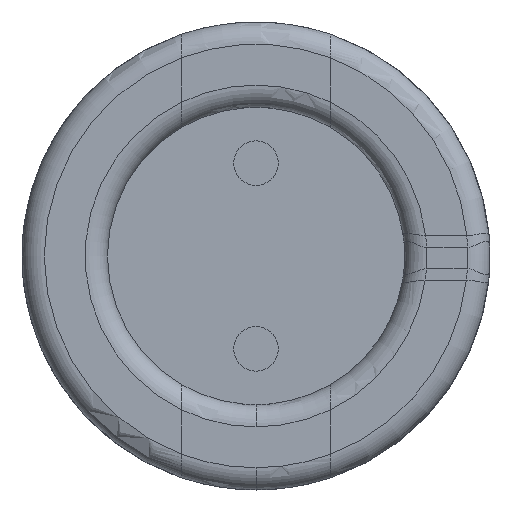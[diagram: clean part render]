
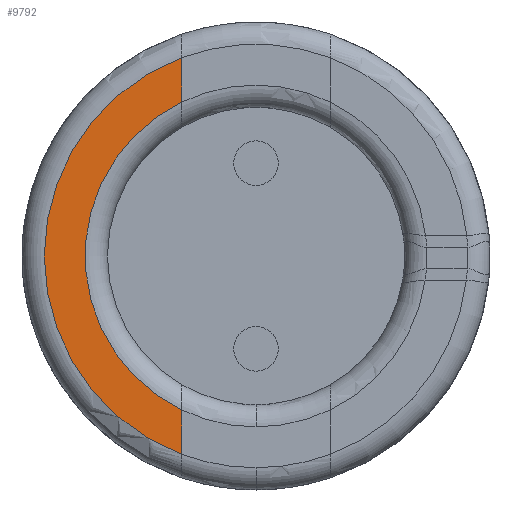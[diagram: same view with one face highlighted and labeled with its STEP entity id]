
A CAD part, left-side view. The second image highlights one B-rep face of the part: STEP entity #9792.
In plain terms, the highlighted planar face has unit normal (-1, 0, 0).
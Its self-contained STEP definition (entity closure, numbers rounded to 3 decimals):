
#373 = LINE ( 'NONE', #7123, #3758 ) ;
#436 = CARTESIAN_POINT ( 'NONE',  ( 0., 1., 2.669 ) ) ;
#545 = ORIENTED_EDGE ( 'NONE', *, *, #7470, .T. ) ;
#951 = CARTESIAN_POINT ( 'NONE',  ( 0., 1., 0. ) ) ;
#1119 = VERTEX_POINT ( 'NONE', #4201 ) ;
#1671 = CARTESIAN_POINT ( 'NONE',  ( 0., 0., 0. ) ) ;
#1676 = DIRECTION ( 'NONE',  ( 1., 0., 0. ) ) ;
#1699 = CIRCLE ( 'NONE', #8761, 2.85 ) ;
#1730 = DIRECTION ( 'NONE',  ( 1., 0., 0. ) ) ;
#1739 = CARTESIAN_POINT ( 'NONE',  ( 0., 1., 2.071 ) ) ;
#2082 = ORIENTED_EDGE ( 'NONE', *, *, #7165, .F. ) ;
#3493 = CARTESIAN_POINT ( 'NONE',  ( 0., 0., 0. ) ) ;
#3661 = LINE ( 'NONE', #951, #4128 ) ;
#3758 = VECTOR ( 'NONE', #6359, 1000. ) ;
#3928 = ORIENTED_EDGE ( 'NONE', *, *, #7864, .F. ) ;
#4128 = VECTOR ( 'NONE', #11576, 1000. ) ;
#4201 = CARTESIAN_POINT ( 'NONE',  ( 0., 1., -2.669 ) ) ;
#4707 = VERTEX_POINT ( 'NONE', #11567 ) ;
#4915 = DIRECTION ( 'NONE',  ( 0., 0., -1. ) ) ;
#5280 = EDGE_CURVE ( 'NONE', #7122, #1119, #1699, .T. ) ;
#5725 = CIRCLE ( 'NONE', #9402, 2.3 ) ;
#6359 = DIRECTION ( 'NONE',  ( 0., 0., -1. ) ) ;
#6619 = ORIENTED_EDGE ( 'NONE', *, *, #5280, .T. ) ;
#7122 = VERTEX_POINT ( 'NONE', #436 ) ;
#7123 = CARTESIAN_POINT ( 'NONE',  ( 0., 1., 0. ) ) ;
#7165 = EDGE_CURVE ( 'NONE', #7122, #8713, #373, .T. ) ;
#7470 = EDGE_CURVE ( 'NONE', #4707, #8713, #5725, .T. ) ;
#7600 = AXIS2_PLACEMENT_3D ( 'NONE', #1671, #1730, #9444 ) ;
#7864 = EDGE_CURVE ( 'NONE', #4707, #1119, #3661, .T. ) ;
#7913 = CARTESIAN_POINT ( 'NONE',  ( 0., 0., 0. ) ) ;
#8713 = VERTEX_POINT ( 'NONE', #1739 ) ;
#8761 = AXIS2_PLACEMENT_3D ( 'NONE', #7913, #9945, #4915 ) ;
#9258 = EDGE_LOOP ( 'NONE', ( #2082, #6619, #3928, #545 ) ) ;
#9402 = AXIS2_PLACEMENT_3D ( 'NONE', #3493, #1676, #10396 ) ;
#9444 = DIRECTION ( 'NONE',  ( 0., 0., -1. ) ) ;
#9792 = ADVANCED_FACE ( 'NONE', ( #10335 ), #10390, .F. ) ;
#9945 = DIRECTION ( 'NONE',  ( -1., 0., 0. ) ) ;
#10335 = FACE_OUTER_BOUND ( 'NONE', #9258, .T. ) ;
#10390 = PLANE ( 'NONE',  #7600 ) ;
#10396 = DIRECTION ( 'NONE',  ( 0., 0., -1. ) ) ;
#11567 = CARTESIAN_POINT ( 'NONE',  ( 0., 1., -2.071 ) ) ;
#11576 = DIRECTION ( 'NONE',  ( 0., 0., -1. ) ) ;
